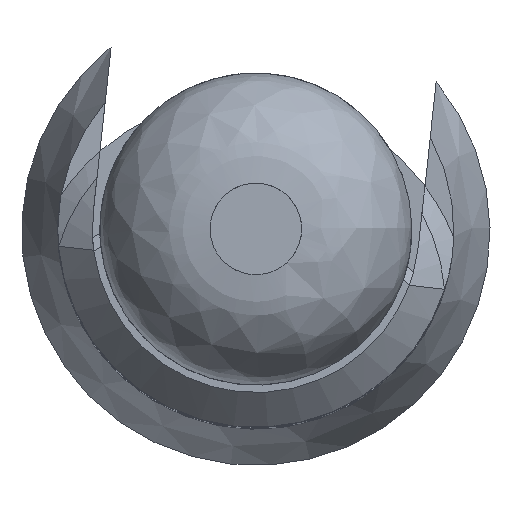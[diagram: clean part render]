
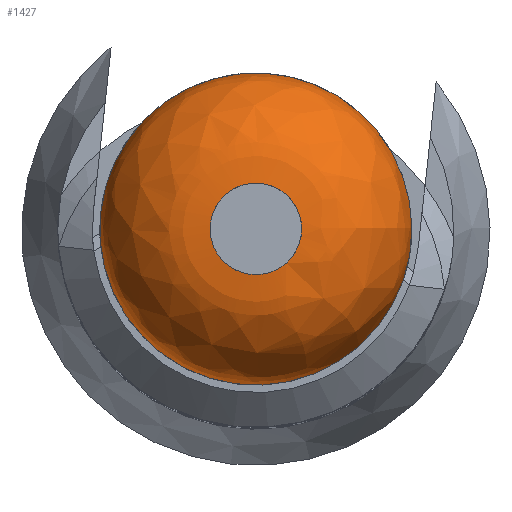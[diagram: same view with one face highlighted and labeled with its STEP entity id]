
A CAD part, top view. The second image highlights one B-rep face of the part: STEP entity #1427.
In plain terms, the highlighted free-form (B-spline) face has degree [2, 2] with [3, 9] control points.
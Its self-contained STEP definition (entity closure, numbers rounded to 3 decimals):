
#367=FACE_OUTER_BOUND('',#447,.T.);
#447=EDGE_LOOP('',(#966,#967,#968,#969,#970,#971));
#530=CIRCLE('',#1521,6.3);
#531=CIRCLE('',#1522,6.3);
#532=CIRCLE('',#1523,4.5);
#533=CIRCLE('',#1524,1.85);
#534=CIRCLE('',#1525,1.85);
#585=VERTEX_POINT('',#2090);
#586=VERTEX_POINT('',#2091);
#587=VERTEX_POINT('',#2094);
#588=VERTEX_POINT('',#2096);
#736=EDGE_CURVE('',#585,#586,#530,.T.);
#737=EDGE_CURVE('',#586,#585,#531,.T.);
#738=EDGE_CURVE('',#585,#587,#532,.T.);
#739=EDGE_CURVE('',#587,#588,#533,.T.);
#740=EDGE_CURVE('',#588,#587,#534,.T.);
#966=ORIENTED_EDGE('',*,*,#736,.T.);
#967=ORIENTED_EDGE('',*,*,#737,.T.);
#968=ORIENTED_EDGE('',*,*,#738,.T.);
#969=ORIENTED_EDGE('',*,*,#739,.T.);
#970=ORIENTED_EDGE('',*,*,#740,.T.);
#971=ORIENTED_EDGE('',*,*,#738,.F.);
#1426=(
BOUNDED_SURFACE()
B_SPLINE_SURFACE(2,2,((#2063,#2064,#2065,#2066,#2067,#2068,#2069,#2070,
#2071),(#2072,#2073,#2074,#2075,#2076,#2077,#2078,#2079,#2080),(#2081,#2082,
#2083,#2084,#2085,#2086,#2087,#2088,#2089)),.UNSPECIFIED.,.F.,.T.,.F.)
B_SPLINE_SURFACE_WITH_KNOTS((3,3),(3,2,2,2,3),(-1.56,0.),(-3.142,
-1.571,0.,1.571,3.142),.UNSPECIFIED.)
GEOMETRIC_REPRESENTATION_ITEM()
RATIONAL_B_SPLINE_SURFACE(((1.,0.707,1.,0.707,1.,
0.707,1.,0.707,1.),(0.711,0.503,
0.711,0.503,0.711,0.503,
0.711,0.503,0.711),(1.,0.707,
1.,0.707,1.,0.707,1.,0.707,1.)))
REPRESENTATION_ITEM('')
SURFACE()
);
#1427=ADVANCED_FACE('',(#367),#1426,.T.);
#1521=AXIS2_PLACEMENT_3D('',#2092,#1671,#1672);
#1522=AXIS2_PLACEMENT_3D('',#2093,#1673,#1674);
#1523=AXIS2_PLACEMENT_3D('',#2095,#1675,#1676);
#1524=AXIS2_PLACEMENT_3D('',#2097,#1677,#1678);
#1525=AXIS2_PLACEMENT_3D('',#2098,#1679,#1680);
#1671=DIRECTION('center_axis',(0.,0.,1.));
#1672=DIRECTION('ref_axis',(-1.,-0.01,0.));
#1673=DIRECTION('center_axis',(0.,0.,1.));
#1674=DIRECTION('ref_axis',(-1.,-0.01,0.));
#1675=DIRECTION('center_axis',(0.01,-1.,0.));
#1676=DIRECTION('ref_axis',(1.,0.01,0.));
#1677=DIRECTION('center_axis',(0.,0.,-1.));
#1678=DIRECTION('ref_axis',(0.707,-0.707,0.));
#1679=DIRECTION('center_axis',(0.,0.,-1.));
#1680=DIRECTION('ref_axis',(0.707,-0.707,0.));
#2063=CARTESIAN_POINT('Ctrl Pts',(-194.613,35.162,-14.634));
#2064=CARTESIAN_POINT('Ctrl Pts',(-194.631,37.012,-14.634));
#2065=CARTESIAN_POINT('Ctrl Pts',(-196.481,36.994,-14.634));
#2066=CARTESIAN_POINT('Ctrl Pts',(-198.331,36.975,-14.634));
#2067=CARTESIAN_POINT('Ctrl Pts',(-198.313,35.126,-14.634));
#2068=CARTESIAN_POINT('Ctrl Pts',(-198.295,33.276,-14.634));
#2069=CARTESIAN_POINT('Ctrl Pts',(-196.445,33.294,-14.634));
#2070=CARTESIAN_POINT('Ctrl Pts',(-194.595,33.312,-14.634));
#2071=CARTESIAN_POINT('Ctrl Pts',(-194.613,35.162,-14.634));
#2072=CARTESIAN_POINT('Ctrl Pts',(-190.163,35.206,-14.683));
#2073=CARTESIAN_POINT('Ctrl Pts',(-190.225,41.505,-14.683));
#2074=CARTESIAN_POINT('Ctrl Pts',(-196.525,41.443,-14.683));
#2075=CARTESIAN_POINT('Ctrl Pts',(-202.825,41.381,-14.683));
#2076=CARTESIAN_POINT('Ctrl Pts',(-202.763,35.082,-14.683));
#2077=CARTESIAN_POINT('Ctrl Pts',(-202.701,28.782,-14.683));
#2078=CARTESIAN_POINT('Ctrl Pts',(-196.401,28.844,-14.683));
#2079=CARTESIAN_POINT('Ctrl Pts',(-190.102,28.906,-14.683));
#2080=CARTESIAN_POINT('Ctrl Pts',(-190.163,35.206,-14.683));
#2081=CARTESIAN_POINT('Ctrl Pts',(-190.163,35.206,-19.134));
#2082=CARTESIAN_POINT('Ctrl Pts',(-190.225,41.505,-19.134));
#2083=CARTESIAN_POINT('Ctrl Pts',(-196.525,41.443,-19.134));
#2084=CARTESIAN_POINT('Ctrl Pts',(-202.825,41.381,-19.134));
#2085=CARTESIAN_POINT('Ctrl Pts',(-202.763,35.082,-19.134));
#2086=CARTESIAN_POINT('Ctrl Pts',(-202.701,28.782,-19.134));
#2087=CARTESIAN_POINT('Ctrl Pts',(-196.401,28.844,-19.134));
#2088=CARTESIAN_POINT('Ctrl Pts',(-190.102,28.906,-19.134));
#2089=CARTESIAN_POINT('Ctrl Pts',(-190.163,35.206,-19.134));
#2090=CARTESIAN_POINT('',(-190.163,35.206,-19.134));
#2091=CARTESIAN_POINT('',(-200.918,39.598,-19.134));
#2092=CARTESIAN_POINT('Origin',(-196.463,35.144,-19.134));
#2093=CARTESIAN_POINT('Origin',(-196.463,35.144,-19.134));
#2094=CARTESIAN_POINT('',(-194.613,35.162,-14.634));
#2095=CARTESIAN_POINT('Origin',(-194.663,35.161,-19.134));
#2096=CARTESIAN_POINT('',(-197.771,36.452,-14.634));
#2097=CARTESIAN_POINT('Origin',(-196.463,35.144,-14.634));
#2098=CARTESIAN_POINT('Origin',(-196.463,35.144,-14.634));
